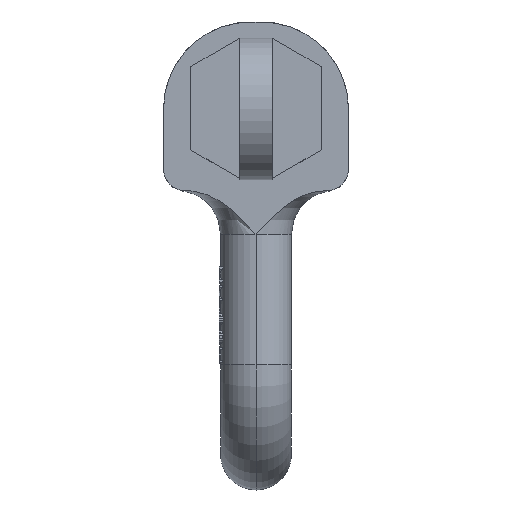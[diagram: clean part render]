
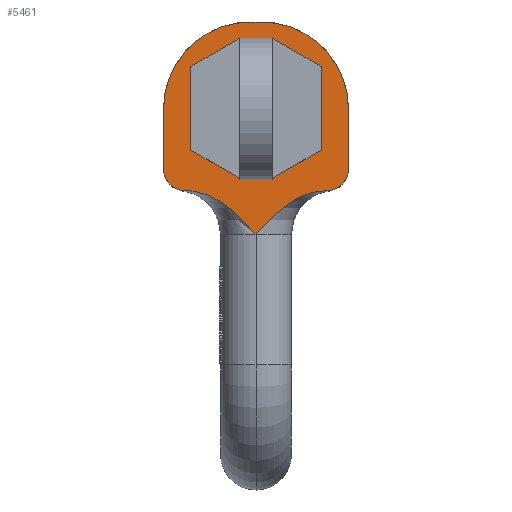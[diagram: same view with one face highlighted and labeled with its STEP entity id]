
A CAD part, left-side view. The second image highlights one B-rep face of the part: STEP entity #5461.
In plain terms, the highlighted planar face has unit normal (-1, 0, 0).
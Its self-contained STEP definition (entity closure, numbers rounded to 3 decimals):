
#425=CARTESIAN_POINT('',(-23.5,13.,46.));
#426=DIRECTION('',(-1.,0.,0.));
#427=DIRECTION('',(0.,1.,0.));
#428=AXIS2_PLACEMENT_3D('',#425,#426,#427);
#464=CARTESIAN_POINT('',(-23.5,0.,
34.));
#465=CARTESIAN_POINT('',(-23.5,0.306,34.34));
#466=CARTESIAN_POINT('',(-23.5,0.923,35.025));
#467=CARTESIAN_POINT('',(-23.5,1.882,36.059));
#468=CARTESIAN_POINT('',(-23.5,2.869,37.066));
#469=CARTESIAN_POINT('',(-23.5,3.887,38.019));
#470=CARTESIAN_POINT('',(-23.5,4.913,38.882));
#471=CARTESIAN_POINT('',(-23.5,6.088,39.749));
#472=CARTESIAN_POINT('',(-23.5,7.579,40.647));
#473=CARTESIAN_POINT('',(-23.5,9.293,41.403));
#474=CARTESIAN_POINT('',(-23.5,11.17,41.898));
#475=CARTESIAN_POINT('',(-23.5,12.365,42.));
#476=CARTESIAN_POINT('',(-23.5,12.961,42.));
#502=DIRECTION('',(0.,-0.866,0.5));
#503=VECTOR('',#502,10.97);
#504=CARTESIAN_POINT('',(-23.5,-2.5,44.));
#505=LINE('',#504,#503);
#506=DIRECTION('',(0.,0.,1.));
#507=VECTOR('',#506,15.319);
#508=CARTESIAN_POINT('',(-23.5,-12.,49.485));
#509=LINE('',#508,#507);
#510=DIRECTION('',(0.,0.866,0.5));
#511=VECTOR('',#510,10.392);
#512=CARTESIAN_POINT('',(-23.5,-12.,64.804));
#513=LINE('',#512,#511);
#514=DIRECTION('',(0.,1.,0.));
#515=VECTOR('',#514,6.);
#516=CARTESIAN_POINT('',(-23.5,-3.,70.));
#517=LINE('',#516,#515);
#518=DIRECTION('',(0.,0.866,-0.5));
#519=VECTOR('',#518,10.392);
#520=CARTESIAN_POINT('',(-23.5,3.,70.));
#521=LINE('',#520,#519);
#522=DIRECTION('',(0.,0.,-1.));
#523=VECTOR('',#522,15.319);
#524=CARTESIAN_POINT('',(-23.5,12.,64.804));
#525=LINE('',#524,#523);
#526=DIRECTION('',(0.,-0.866,-0.5));
#527=VECTOR('',#526,10.97);
#528=CARTESIAN_POINT('',(-23.5,12.,49.485));
#529=LINE('',#528,#527);
#530=DIRECTION('',(0.,-1.,0.));
#531=VECTOR('',#530,5.);
#532=CARTESIAN_POINT('',(-23.5,2.5,44.));
#533=LINE('',#532,#531);
#534=DIRECTION('',(0.,0.,1.));
#535=VECTOR('',#534,11.);
#536=CARTESIAN_POINT('',(-23.5,17.,46.));
#537=LINE('',#536,#535);
#538=CARTESIAN_POINT('',(-23.5,1.,57.));
#539=DIRECTION('',(1.,0.,0.));
#540=DIRECTION('',(0.,1.,0.));
#541=AXIS2_PLACEMENT_3D('',#538,#539,#540);
#543=DIRECTION('',(0.,-1.,0.));
#544=VECTOR('',#543,2.);
#545=CARTESIAN_POINT('',(-23.5,1.,73.));
#546=LINE('',#545,#544);
#547=CARTESIAN_POINT('',(-23.5,-1.,57.));
#548=DIRECTION('',(1.,0.,0.));
#549=DIRECTION('',(0.,0.,1.));
#550=AXIS2_PLACEMENT_3D('',#547,#548,#549);
#552=DIRECTION('',(0.,0.,-1.));
#553=VECTOR('',#552,11.);
#554=CARTESIAN_POINT('',(-23.5,-17.,57.));
#555=LINE('',#554,#553);
#556=DIRECTION('',(0.,1.,0.));
#557=VECTOR('',#556,0.039);
#558=CARTESIAN_POINT('',(-23.5,-13.,42.));
#559=LINE('',#558,#557);
#560=DIRECTION('',(0.,1.,0.));
#561=VECTOR('',#560,0.039);
#562=CARTESIAN_POINT('',(-23.5,12.961,42.));
#563=LINE('',#562,#561);
#683=CARTESIAN_POINT('',(-23.5,-13.,46.));
#684=DIRECTION('',(-1.,0.,0.));
#685=DIRECTION('',(0.,0.,-1.));
#686=AXIS2_PLACEMENT_3D('',#683,#684,#685);
#741=CARTESIAN_POINT('',(-23.5,-12.961,42.));
#742=CARTESIAN_POINT('',(-23.5,-12.362,42.));
#743=CARTESIAN_POINT('',(-23.5,-11.161,41.896));
#744=CARTESIAN_POINT('',(-23.5,-9.275,41.397));
#745=CARTESIAN_POINT('',(-23.5,-7.555,40.634));
#746=CARTESIAN_POINT('',(-23.5,-6.064,39.733));
#747=CARTESIAN_POINT('',(-23.5,-4.894,38.867));
#748=CARTESIAN_POINT('',(-23.5,-3.873,38.006));
#749=CARTESIAN_POINT('',(-23.5,-2.859,37.056));
#750=CARTESIAN_POINT('',(-23.5,-1.876,36.052));
#751=CARTESIAN_POINT('',(-23.5,-0.92,
35.021));
#752=CARTESIAN_POINT('',(-23.5,-0.305,
34.339));
#753=CARTESIAN_POINT('',(-23.5,0.,
34.));
#3672=CARTESIAN_POINT('',(-23.5,17.,57.));
#3673=CARTESIAN_POINT('',(-23.5,1.,73.));
#3674=VERTEX_POINT('',#3672);
#3675=VERTEX_POINT('',#3673);
#3676=CARTESIAN_POINT('',(-23.5,-1.,73.));
#3677=VERTEX_POINT('',#3676);
#3678=CARTESIAN_POINT('',(-23.5,-17.,57.));
#3679=VERTEX_POINT('',#3678);
#3702=CARTESIAN_POINT('',(-23.5,0.,
34.));
#3703=VERTEX_POINT('',#3702);
#3710=VERTEX_POINT('',#476);
#3711=VERTEX_POINT('',#741);
#3754=CARTESIAN_POINT('',(-23.5,-2.5,44.));
#3755=CARTESIAN_POINT('',(-23.5,-12.,49.485));
#3756=VERTEX_POINT('',#3754);
#3757=VERTEX_POINT('',#3755);
#3758=CARTESIAN_POINT('',(-23.5,-12.,64.804));
#3759=VERTEX_POINT('',#3758);
#3760=CARTESIAN_POINT('',(-23.5,-3.,70.));
#3761=VERTEX_POINT('',#3760);
#3762=CARTESIAN_POINT('',(-23.5,3.,70.));
#3763=VERTEX_POINT('',#3762);
#3764=CARTESIAN_POINT('',(-23.5,12.,64.804));
#3765=VERTEX_POINT('',#3764);
#3766=CARTESIAN_POINT('',(-23.5,12.,49.485));
#3767=VERTEX_POINT('',#3766);
#3768=CARTESIAN_POINT('',(-23.5,2.5,44.));
#3769=VERTEX_POINT('',#3768);
#4533=CARTESIAN_POINT('',(-23.5,13.,42.));
#4535=VERTEX_POINT('',#4533);
#4537=CARTESIAN_POINT('',(-23.5,17.,46.));
#4539=VERTEX_POINT('',#4537);
#4547=CARTESIAN_POINT('',(-23.5,-17.,46.));
#4549=VERTEX_POINT('',#4547);
#4551=CARTESIAN_POINT('',(-23.5,-13.,42.));
#4553=VERTEX_POINT('',#4551);
#5423=CARTESIAN_POINT('',(-23.5,0.,0.));
#5424=DIRECTION('',(1.,0.,0.));
#5425=DIRECTION('',(0.,-1.,0.));
#5426=AXIS2_PLACEMENT_3D('',#5423,#5424,#5425);
#5427=PLANE('',#5426);
#5428=ORIENTED_EDGE('',*,*,#5348,.F.);
#5429=ORIENTED_EDGE('',*,*,#4844,.T.);
#5430=ORIENTED_EDGE('',*,*,#4864,.T.);
#5431=ORIENTED_EDGE('',*,*,#5030,.T.);
#5432=ORIENTED_EDGE('',*,*,#5058,.T.);
#5433=ORIENTED_EDGE('',*,*,#5103,.T.);
#5435=ORIENTED_EDGE('',*,*,#5434,.F.);
#5436=ORIENTED_EDGE('',*,*,#5246,.T.);
#5438=ORIENTED_EDGE('',*,*,#5437,.T.);
#5439=ORIENTED_EDGE('',*,*,#5414,.T.);
#5440=ORIENTED_EDGE('',*,*,#5217,.T.);
#5441=EDGE_LOOP('',(#5428,#5429,#5430,#5431,#5432,#5433,#5435,#5436,#5438,#5439,
#5440));
#5442=FACE_OUTER_BOUND('',#5441,.F.);
#5444=ORIENTED_EDGE('',*,*,#5443,.T.);
#5446=ORIENTED_EDGE('',*,*,#5445,.T.);
#5448=ORIENTED_EDGE('',*,*,#5447,.T.);
#5450=ORIENTED_EDGE('',*,*,#5449,.T.);
#5452=ORIENTED_EDGE('',*,*,#5451,.T.);
#5454=ORIENTED_EDGE('',*,*,#5453,.T.);
#5456=ORIENTED_EDGE('',*,*,#5455,.T.);
#5458=ORIENTED_EDGE('',*,*,#5457,.T.);
#5459=EDGE_LOOP('',(#5444,#5446,#5448,#5450,#5452,#5454,#5456,#5458));
#5460=FACE_BOUND('',#5459,.F.);
#5461=ADVANCED_FACE('',(#5442,#5460),#5427,.F.);
#429=CIRCLE('',#428,4.);
#477=B_SPLINE_CURVE_WITH_KNOTS('',3,(#464,#465,#466,#467,#468,#469,#470,#471,
#472,#473,#474,#475,#476),.UNSPECIFIED.,.F.,.F.,(4,1,1,1,1,1,1,1,1,1,4),(0.,
0.1,0.2,0.3,0.4,0.5,0.6,0.7,0.8,0.9,1.),.UNSPECIFIED.);
#542=CIRCLE('',#541,16.);
#551=CIRCLE('',#550,16.);
#687=CIRCLE('',#686,4.);
#754=B_SPLINE_CURVE_WITH_KNOTS('',3,(#741,#742,#743,#744,#745,#746,#747,#748,
#749,#750,#751,#752,#753),.UNSPECIFIED.,.F.,.F.,(4,1,1,1,1,1,1,1,1,1,4),(0.,
0.1,0.2,0.3,0.4,0.5,0.6,0.7,0.8,0.9,1.),.UNSPECIFIED.);
#4844=EDGE_CURVE('',#4539,#3674,#537,.T.);
#4864=EDGE_CURVE('',#3674,#3675,#542,.T.);
#5030=EDGE_CURVE('',#3675,#3677,#546,.T.);
#5058=EDGE_CURVE('',#3677,#3679,#551,.T.);
#5103=EDGE_CURVE('',#3679,#4549,#555,.T.);
#5217=EDGE_CURVE('',#3710,#4535,#563,.T.);
#5246=EDGE_CURVE('',#4553,#3711,#559,.T.);
#5348=EDGE_CURVE('',#4539,#4535,#429,.T.);
#5414=EDGE_CURVE('',#3703,#3710,#477,.T.);
#5434=EDGE_CURVE('',#4553,#4549,#687,.T.);
#5437=EDGE_CURVE('',#3711,#3703,#754,.T.);
#5443=EDGE_CURVE('',#3756,#3757,#505,.T.);
#5445=EDGE_CURVE('',#3757,#3759,#509,.T.);
#5447=EDGE_CURVE('',#3759,#3761,#513,.T.);
#5449=EDGE_CURVE('',#3761,#3763,#517,.T.);
#5451=EDGE_CURVE('',#3763,#3765,#521,.T.);
#5453=EDGE_CURVE('',#3765,#3767,#525,.T.);
#5455=EDGE_CURVE('',#3767,#3769,#529,.T.);
#5457=EDGE_CURVE('',#3769,#3756,#533,.T.);
